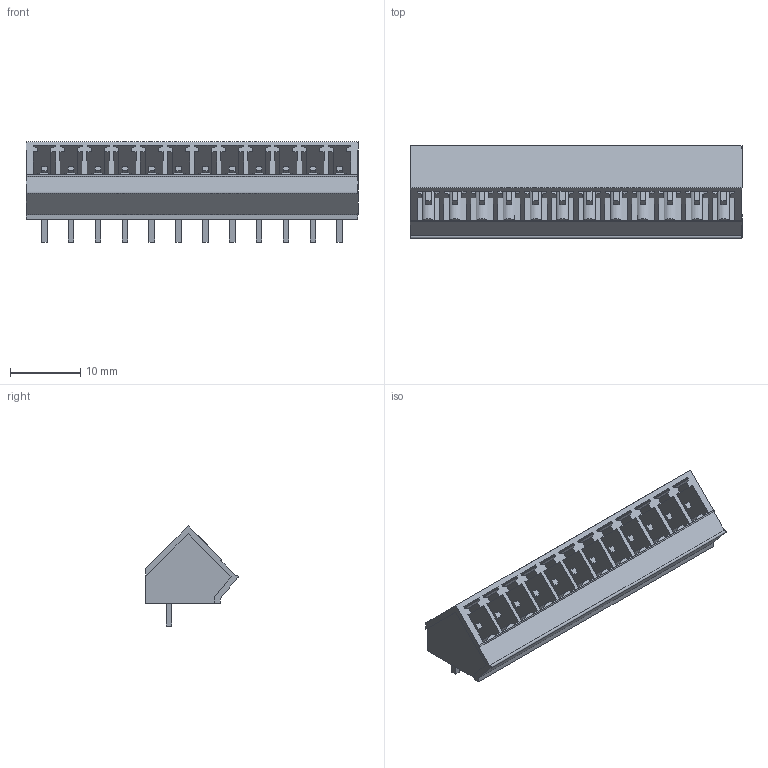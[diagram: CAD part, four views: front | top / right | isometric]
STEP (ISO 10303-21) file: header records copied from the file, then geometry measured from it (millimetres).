
FILE_DESCRIPTION(('CATIA V5 STEP Exchange','CAx-IF Rec.Pracs.--- Model Styling and Organization---1.2---2011-12-15'),'2;1');
FILE_NAME ('D1460988_0_1977730000_1977730000.stp','2018-04-23T09:46:12+00:00',('none'),('Weidmueller'),'CATIA Version 5-6 Release 2014','CATIA V5 STEP AP214','none');
FILE_SCHEMA(('AUTOMOTIVE_DESIGN { 1 0 10303 214 1 1 1 1 }'));
Length unit declared in the file: millimetre
Products named in the file (1): 1977730000
Bounding box: 47.11 x 13.1 x 14.2 mm (x, y, z)
Volume: 2156.8 mm3; surface area: 5452.2 mm2
Topology: 13 solids, 13 shells, 529 faces, 1495 edges, 1004 vertices
Faces by surface type: plane 491, cylinder 38
Entity records: 16450 total; most frequent: ORIENTED_EDGE 2990, CARTESIAN_POINT 2944, DIRECTION 2179, EDGE_CURVE 1495, VECTOR 1419, LINE 1419, VERTEX_POINT 1004, EDGE_LOOP 565
